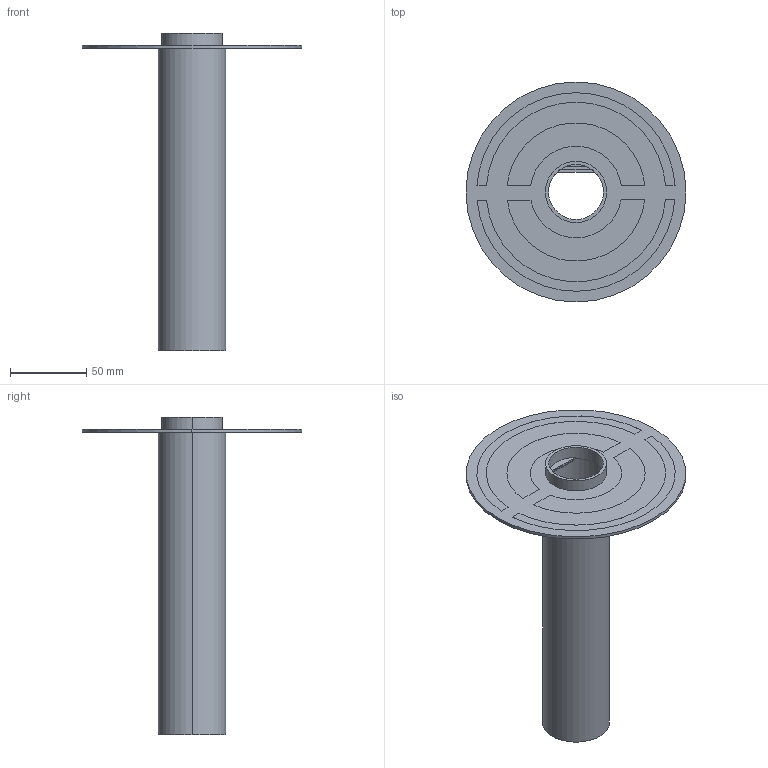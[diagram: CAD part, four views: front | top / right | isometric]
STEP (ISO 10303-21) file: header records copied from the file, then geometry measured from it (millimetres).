
FILE_DESCRIPTION (( 'STEP AP203' ), '1' );
FILE_NAME ('flange_Default_sldprt.STEP', '2022-04-24T08:46:45', ( '' ), ( '' ), 'SwSTEP 2.0', 'SolidWorks 2019', '' );
FILE_SCHEMA (( 'CONFIG_CONTROL_DESIGN' ));
Length unit declared in the file: millimetre
Products named in the file (1): flange_Default_sldprt
Bounding box: 144 x 144 x 208 mm (x, y, z)
Volume: 84784.9 mm3; surface area: 86204.8 mm2
Topology: 1 solids, 1 shells, 43 faces, 102 edges, 68 vertices
Faces by surface type: plane 22, cylinder 21
Entity records: 1493 total; most frequent: CARTESIAN_POINT 376, DIRECTION 226, ORIENTED_EDGE 204, EDGE_CURVE 102, AXIS2_PLACEMENT_3D 86, VERTEX_POINT 68, LINE 54, EDGE_LOOP 54
